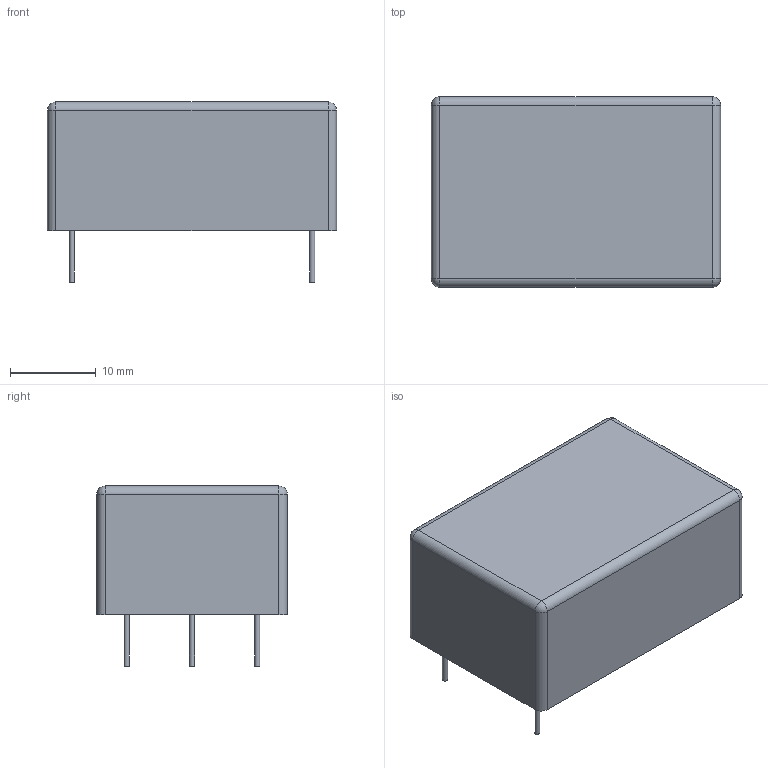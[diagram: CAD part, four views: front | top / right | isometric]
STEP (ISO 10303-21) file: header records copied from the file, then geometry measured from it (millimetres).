
FILE_DESCRIPTION(('FreeCAD Model'),'2;1');
FILE_NAME('irm-01.step', '2019-03-07T20:19:27',('Author'),(''), 'Open CASCADE STEP processor 7.3','FreeCAD','Unknown');
FILE_SCHEMA(('AUTOMOTIVE_DESIGN_CC2 { 1 2 10303 214 -1 1 5 4 }'));
Length unit declared in the file: millimetre
Products named in the file (1): Body
Bounding box: 33.7 x 22.2 x 21 mm (x, y, z)
Volume: 11132.3 mm3; surface area: 3198.4 mm2
Topology: 1 solids, 1 shells, 30 faces, 58 edges, 32 vertices
Faces by surface type: cylinder 14, plane 12, sphere 4
Full cylindrical faces by diameter (mm): 0.6 x4, 4.264 x1, 4.5 x1
Entity records: 1746 total; most frequent: CARTESIAN_POINT 327, DIRECTION 247, LINE 114, VECTOR 114, ORIENTED_EDGE 108, PCURVE 108, DEFINITIONAL_REPRESENTATION 108, AXIS2_PLACEMENT_3D 59
